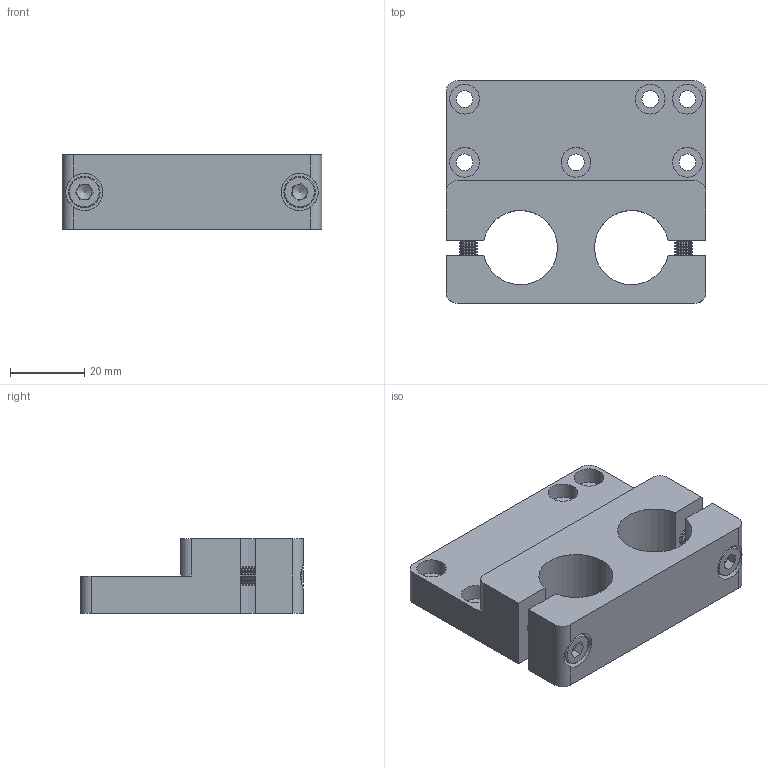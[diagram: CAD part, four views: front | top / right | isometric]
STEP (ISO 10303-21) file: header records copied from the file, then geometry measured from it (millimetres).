
FILE_DESCRIPTION (( 'STEP AP214' ), '1' );
FILE_NAME ('0186-2201_240205_Z01_SA-20x2.STEP', '2024-02-05T13:07:43', ( '' ), ( '' ), 'SwSTEP 2.0', 'SolidWorks 2023', '' );
FILE_SCHEMA (( 'AUTOMOTIVE_DESIGN' ));
Length unit declared in the file: millimetre
Products named in the file (3): 0186-2201_240205_Z01_SA-20x2; 0230-3340_Zyl.-Schr._i-6kt_M5x20__INOX.SLDRPT; 0180-3454_Z01-SA-20x2
Assembly tree (3 placements, depth 2):
  0186-2201_240205_Z01_SA-20x2
    0180-3454_Z01-SA-20x2
    0230-3340_Zyl.-Schr._i-6kt_M5x20__INOX.SLDRPT  x2
Bounding box: 70 x 60 x 20 mm (x, y, z)
Volume: 48084.1 mm3; surface area: 18169.7 mm2
Topology: 3 solids, 3 shells, 232 faces, 507 edges, 289 vertices
Faces by surface type: cone 98, cylinder 78, plane 52, torus 4
Full cylindrical faces by diameter (mm): 4 x4, 4.2 x2, 4.5 x6, 5 x46, 5.5 x2, 8 x6, 8.5 x2, 10 x2
Entity records: 3548 total; most frequent: DIRECTION 650, CARTESIAN_POINT 585, ORIENTED_EDGE 422, AXIS2_PLACEMENT_3D 290, EDGE_LOOP 268, EDGE_CURVE 211, FACE_OUTER_BOUND 193, VERTEX_POINT 177
